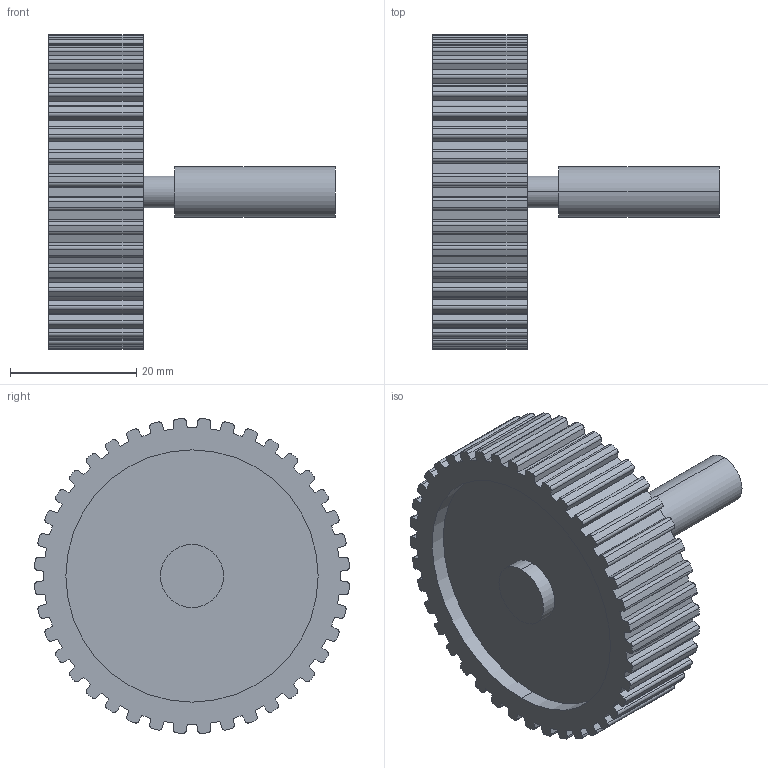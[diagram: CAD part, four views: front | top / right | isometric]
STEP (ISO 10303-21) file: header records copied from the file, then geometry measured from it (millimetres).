
FILE_DESCRIPTION (( 'STEP AP214' ), '1' );
FILE_NAME ('Tayar Land.STEP', '2021-06-04T13:09:26', ( '' ), ( '' ), 'SwSTEP 2.0', 'SolidWorks 2020', '' );
FILE_SCHEMA (( 'AUTOMOTIVE_DESIGN' ));
Length unit declared in the file: millimetre
Products named in the file (1): Tayar Land
Bounding box: 45.5 x 49.92 x 49.92 mm (x, y, z)
Volume: 22901.9 mm3; surface area: 9230.1 mm2
Topology: 1 solids, 1 shells, 281 faces, 816 edges, 544 vertices
Faces by surface type: cylinder 152, plane 129
Entity records: 9408 total; most frequent: DIRECTION 1684, CARTESIAN_POINT 1642, ORIENTED_EDGE 1632, EDGE_CURVE 816, AXIS2_PLACEMENT_3D 586, VERTEX_POINT 544, LINE 512, VECTOR 512
